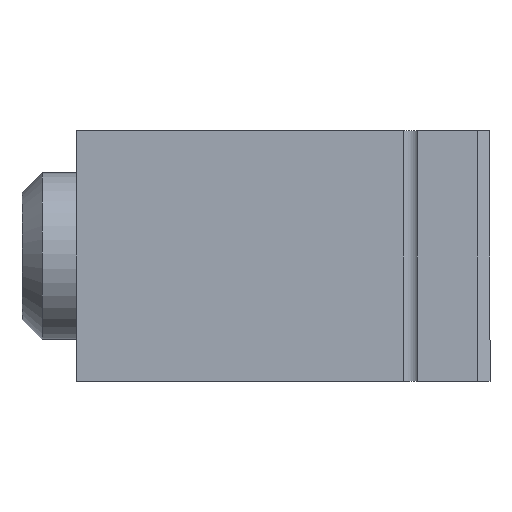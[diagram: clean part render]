
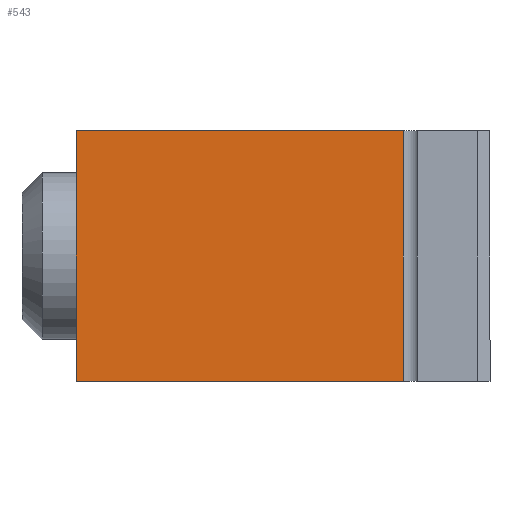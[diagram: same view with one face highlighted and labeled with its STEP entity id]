
A CAD part, left-side view. The second image highlights one B-rep face of the part: STEP entity #543.
In plain terms, the highlighted planar face has unit normal (-1, 0, 0).
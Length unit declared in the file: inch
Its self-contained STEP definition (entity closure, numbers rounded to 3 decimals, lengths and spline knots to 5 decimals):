
#35=LINE('',#815,#81);
#53=LINE('',#912,#99);
#62=LINE('',#931,#108);
#67=LINE('',#944,#113);
#81=VECTOR('',#623,0.375);
#99=VECTOR('',#669,0.49);
#108=VECTOR('',#688,0.49);
#113=VECTOR('',#705,0.375);
#139=PLANE('',#589);
#191=FACE_OUTER_BOUND('',#233,.T.);
#233=EDGE_LOOP('',(#472,#473,#474,#475));
#267=VERTEX_POINT('',#811);
#269=VERTEX_POINT('',#814);
#289=VERTEX_POINT('',#911);
#294=VERTEX_POINT('',#929);
#317=EDGE_CURVE('',#267,#269,#35,.T.);
#343=EDGE_CURVE('',#269,#289,#53,.T.);
#353=EDGE_CURVE('',#294,#267,#62,.T.);
#359=EDGE_CURVE('',#294,#289,#67,.T.);
#472=ORIENTED_EDGE('',*,*,#353,.F.);
#473=ORIENTED_EDGE('',*,*,#359,.T.);
#474=ORIENTED_EDGE('',*,*,#343,.F.);
#475=ORIENTED_EDGE('',*,*,#317,.F.);
#543=ADVANCED_FACE('',(#191),#139,.T.);
#589=AXIS2_PLACEMENT_3D('',#945,#706,#707);
#623=DIRECTION('',(0.,0.,1.));
#669=DIRECTION('',(0.,-1.,0.));
#688=DIRECTION('',(0.,1.,0.));
#705=DIRECTION('',(0.,0.,1.));
#706=DIRECTION('center_axis',(-1.,0.,0.));
#707=DIRECTION('ref_axis',(0.,-1.,0.));
#811=CARTESIAN_POINT('',(-0.19,0.245,0.));
#814=CARTESIAN_POINT('',(-0.19,0.245,0.375));
#815=CARTESIAN_POINT('',(-0.19,0.245,0.));
#911=CARTESIAN_POINT('',(-0.19,-0.245,0.375));
#912=CARTESIAN_POINT('',(-0.19,-0.245,0.375));
#929=CARTESIAN_POINT('',(-0.19,-0.245,0.));
#931=CARTESIAN_POINT('',(-0.19,-0.245,0.));
#944=CARTESIAN_POINT('',(-0.19,-0.245,0.));
#945=CARTESIAN_POINT('Origin',(-0.19,0.245,0.));
